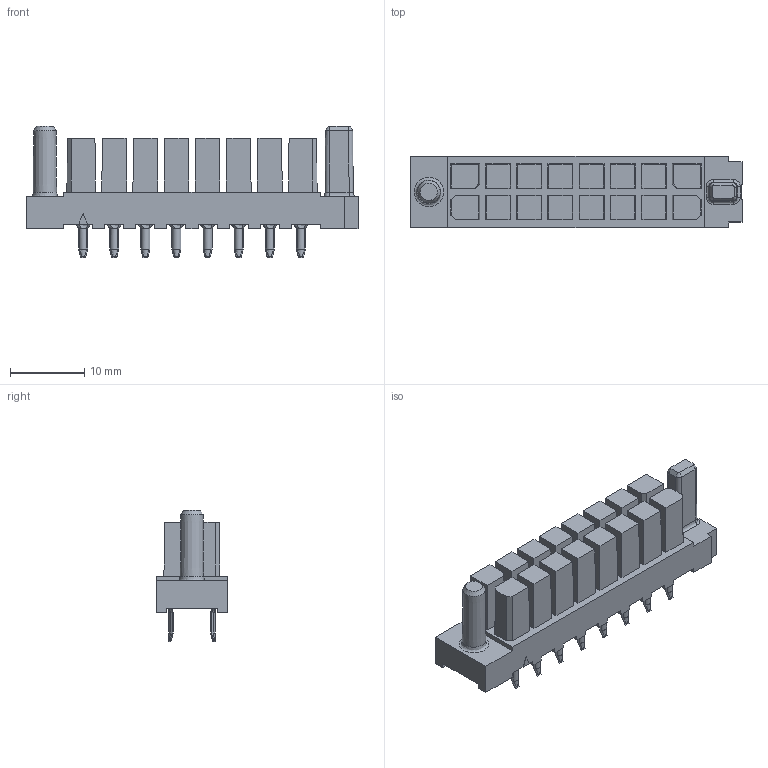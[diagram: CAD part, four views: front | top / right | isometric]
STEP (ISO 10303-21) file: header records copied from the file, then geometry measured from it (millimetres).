
FILE_DESCRIPTION( ('This file contains a STEP AP42 implementation' ,'as created by ZW3D STEP Interface translator.') ,'2;1' );
FILE_NAME( 'WF4191-2FSXXXXBXX.stp' ,'24 1 8.174034', (''), ('ZWCAD Software Co.'), 'Version 1.0', 'ZW3D to STEP translator', '' );
FILE_SCHEMA(('AUTOMOTIVE_DESIGN { 1 0 10303 214 1 1 1 1 }'));
Length unit declared in the file: millimetre
Products named in the file (2): 0; WF4191-2FSXXXXBXX
Bounding box: 44.7 x 9.62 x 17.75 mm (x, y, z)
Volume: 2810 mm3; surface area: 6936.5 mm2
Topology: 1 solids, 1 shells, 1763 faces, 4857 edges, 3072 vertices
Faces by surface type: plane 1115, bspline 529, cylinder 117, cone 2
Full cylindrical faces by diameter (mm): 1.9 x1
Entity records: 72249 total; most frequent: CARTESIAN_POINT 27450, ORIENTED_EDGE 9788, DIRECTION 7374, EDGE_CURVE 4862, VECTOR 3986, LINE 3986, VERTEX_POINT 3072, EDGE_LOOP 1862
